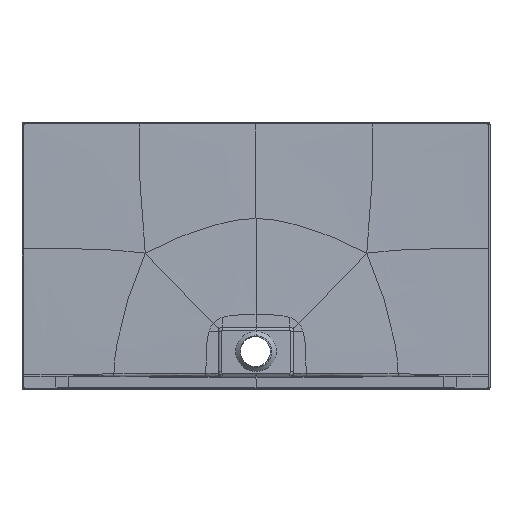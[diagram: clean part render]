
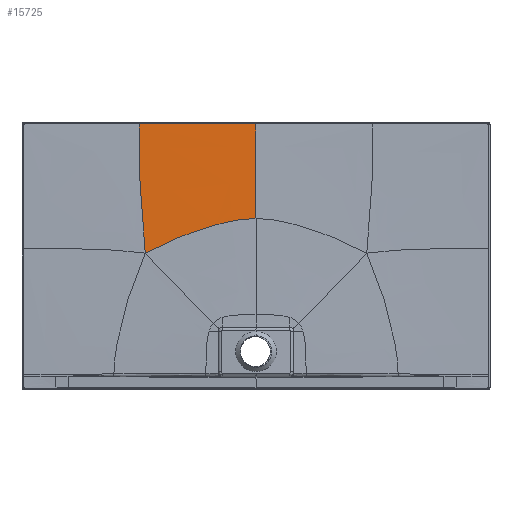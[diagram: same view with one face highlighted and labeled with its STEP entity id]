
A CAD part, front view. The second image highlights one B-rep face of the part: STEP entity #15725.
In plain terms, the highlighted free-form (B-spline) face has degree [3, 3] with [8, 10] control points.
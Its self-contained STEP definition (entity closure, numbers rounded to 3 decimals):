
#3838=CARTESIAN_POINT('',(0.,-9.899,
512.572));
#3839=CARTESIAN_POINT('',(-23.473,-9.899,
512.572));
#3840=CARTESIAN_POINT('',(-72.928,-9.8,
506.643));
#3841=CARTESIAN_POINT('',(-153.296,-9.479,
484.741));
#3842=CARTESIAN_POINT('',(-224.84,-9.163,
459.335));
#3843=CARTESIAN_POINT('',(-284.916,-8.841,
433.131));
#3844=CARTESIAN_POINT('',(-315.794,-8.636,
417.19));
#3845=CARTESIAN_POINT('',(-331.357,-8.519,
408.367));
#3864=CARTESIAN_POINT('',(-331.357,-8.519,
408.367));
#4068=DIRECTION('',(0.,-0.024,-1.));
#4069=VECTOR('',#4068,282.461);
#4070=CARTESIAN_POINT('',(-0.004,-3.122,
794.952));
#4071=LINE('',#4070,#4069);
#4072=CARTESIAN_POINT('',(-349.997,-3.053,
794.979));
#4073=CARTESIAN_POINT('',(-349.96,-3.329,
768.907));
#4074=CARTESIAN_POINT('',(-349.244,-4.,
714.248));
#4075=CARTESIAN_POINT('',(-347.61,-5.049,
639.975));
#4076=CARTESIAN_POINT('',(-345.45,-6.013,573.015));
#4077=CARTESIAN_POINT('',(-342.87,-6.788,
519.709));
#4078=CARTESIAN_POINT('',(-339.289,-7.481,
473.378));
#4079=CARTESIAN_POINT('',(-335.199,-8.065,
436.084));
#4080=CARTESIAN_POINT('',(-332.713,-8.366,
417.556));
#4081=CARTESIAN_POINT('',(-331.357,-8.519,
408.367));
#4083=CARTESIAN_POINT('',(-0.004,-3.122,
794.952));
#4084=CARTESIAN_POINT('',(-32.223,-3.122,
794.952));
#4085=CARTESIAN_POINT('',(-94.229,-3.116,
794.954));
#4086=CARTESIAN_POINT('',(-175.336,-3.098,
794.961));
#4087=CARTESIAN_POINT('',(-258.437,-3.077,
794.969));
#4088=CARTESIAN_POINT('',(-318.847,-3.061,
794.976));
#4089=CARTESIAN_POINT('',(-349.997,-3.053,
794.979));
#4134=CARTESIAN_POINT('',(-349.997,-3.053,
794.979));
#4487=VERTEX_POINT('',#3864);
#4551=VERTEX_POINT('',#4134);
#4629=CARTESIAN_POINT('',(0.,-9.899,
512.572));
#4631=VERTEX_POINT('',#4629);
#4632=CARTESIAN_POINT('',(-0.004,-3.122,
794.952));
#4633=VERTEX_POINT('',#4632);
#15636=CARTESIAN_POINT('',(3.576,-3.034,
798.6));
#15637=CARTESIAN_POINT('',(3.575,-3.598,
775.132));
#15638=CARTESIAN_POINT('',(3.516,-4.736,
727.705));
#15639=CARTESIAN_POINT('',(3.331,-6.161,
668.298));
#15640=CARTESIAN_POINT('',(3.159,-7.311,
620.378));
#15641=CARTESIAN_POINT('',(3.035,-8.174,
584.438));
#15642=CARTESIAN_POINT('',(2.95,-8.893,
554.488));
#15643=CARTESIAN_POINT('',(2.897,-9.488,
529.697));
#15644=CARTESIAN_POINT('',(2.877,-9.795,
516.887));
#15645=CARTESIAN_POINT('',(2.869,-9.959,
510.067));
#15646=CARTESIAN_POINT('',(-26.782,-3.034,
798.601));
#15647=CARTESIAN_POINT('',(-26.774,-3.599,
775.139));
#15648=CARTESIAN_POINT('',(-26.331,-4.738,
727.726));
#15649=CARTESIAN_POINT('',(-24.935,-6.166,
668.356));
#15650=CARTESIAN_POINT('',(-23.634,-7.316,
620.484));
#15651=CARTESIAN_POINT('',(-22.696,-8.179,
584.588));
#15652=CARTESIAN_POINT('',(-22.048,-8.898,
554.681));
#15653=CARTESIAN_POINT('',(-21.646,-9.492,
529.927));
#15654=CARTESIAN_POINT('',(-21.493,-9.799,
517.135));
#15655=CARTESIAN_POINT('',(-21.429,-9.963,
510.324));
#15656=CARTESIAN_POINT('',(-86.307,-3.033,
798.59));
#15657=CARTESIAN_POINT('',(-86.282,-3.578,
774.992));
#15658=CARTESIAN_POINT('',(-84.921,-4.679,
727.235));
#15659=CARTESIAN_POINT('',(-80.824,-6.068,
667.006));
#15660=CARTESIAN_POINT('',(-77.214,-7.201,
618.031));
#15661=CARTESIAN_POINT('',(-74.737,-8.059,
581.106));
#15662=CARTESIAN_POINT('',(-73.147,-8.782,
550.212));
#15663=CARTESIAN_POINT('',(-72.233,-9.385,
524.621));
#15664=CARTESIAN_POINT('',(-71.913,-9.698,
511.405));
#15665=CARTESIAN_POINT('',(-71.784,-9.865,
504.374));
#15666=CARTESIAN_POINT('',(-174.999,-3.029,
798.551));
#15667=CARTESIAN_POINT('',(-174.958,-3.498,
774.512));
#15668=CARTESIAN_POINT('',(-172.723,-4.461,
725.619));
#15669=CARTESIAN_POINT('',(-166.319,-5.725,
662.346));
#15670=CARTESIAN_POINT('',(-160.965,-6.806,
609.266));
#15671=CARTESIAN_POINT('',(-157.431,-7.655,
568.411));
#15672=CARTESIAN_POINT('',(-155.238,-8.396,
533.66));
#15673=CARTESIAN_POINT('',(-153.942,-9.031,
504.725));
#15674=CARTESIAN_POINT('',(-153.439,-9.365,
489.775));
#15675=CARTESIAN_POINT('',(-153.21,-9.544,
481.844));
#15676=CARTESIAN_POINT('',(-247.916,-3.024,
798.498));
#15677=CARTESIAN_POINT('',(-247.877,-3.414,
773.782));
#15678=CARTESIAN_POINT('',(-245.729,-4.248,
723.295));
#15679=CARTESIAN_POINT('',(-239.759,-5.414,
656.369));
#15680=CARTESIAN_POINT('',(-234.689,-6.454,
598.599));
#15681=CARTESIAN_POINT('',(-231.131,-7.293,
553.328));
#15682=CARTESIAN_POINT('',(-228.484,-8.044,
514.321));
#15683=CARTESIAN_POINT('',(-226.36,-8.697,
481.76));
#15684=CARTESIAN_POINT('',(-225.242,-9.044,
464.977));
#15685=CARTESIAN_POINT('',(-224.611,-9.231,
456.087));
#15686=CARTESIAN_POINT('',(-307.203,-3.02,
798.418));
#15687=CARTESIAN_POINT('',(-307.178,-3.347,
772.572));
#15688=CARTESIAN_POINT('',(-305.709,-4.089,
719.637));
#15689=CARTESIAN_POINT('',(-301.811,-5.195,
648.4));
#15690=CARTESIAN_POINT('',(-298.149,-6.199,
585.786));
#15691=CARTESIAN_POINT('',(-295.057,-7.012,
536.194));
#15692=CARTESIAN_POINT('',(-291.901,-7.743,
493.184));
#15693=CARTESIAN_POINT('',(-288.634,-8.38,
457.322));
#15694=CARTESIAN_POINT('',(-286.633,-8.719,
438.87));
#15695=CARTESIAN_POINT('',(-285.481,-8.903,
429.149));
#15696=CARTESIAN_POINT('',(-337.323,-3.018,
798.359));
#15697=CARTESIAN_POINT('',(-337.308,-3.315,
771.647));
#15698=CARTESIAN_POINT('',(-336.354,-4.013,
716.878));
#15699=CARTESIAN_POINT('',(-333.992,-5.092,
642.772));
#15700=CARTESIAN_POINT('',(-331.367,-6.07,
577.195));
#15701=CARTESIAN_POINT('',(-328.631,-6.859,
525.051));
#15702=CARTESIAN_POINT('',(-325.187,-7.566,
479.756));
#15703=CARTESIAN_POINT('',(-321.23,-8.181,
442.001));
#15704=CARTESIAN_POINT('',(-318.762,-8.51,
422.645));
#15705=CARTESIAN_POINT('',(-317.28,-8.687,
412.402));
#15706=CARTESIAN_POINT('',(-352.86,-3.017,
798.322));
#15707=CARTESIAN_POINT('',(-352.851,-3.298,
771.07));
#15708=CARTESIAN_POINT('',(-352.185,-3.975,
715.161));
#15709=CARTESIAN_POINT('',(-350.682,-5.039,
639.351));
#15710=CARTESIAN_POINT('',(-348.627,-6.,
572.081));
#15711=CARTESIAN_POINT('',(-346.082,-6.772,
518.514));
#15712=CARTESIAN_POINT('',(-342.47,-7.462,
471.95));
#15713=CARTESIAN_POINT('',(-338.176,-8.064,
433.178));
#15714=CARTESIAN_POINT('',(-335.435,-8.385,
413.276));
#15715=CARTESIAN_POINT('',(-333.833,-8.56,
402.794));
#15716=B_SPLINE_SURFACE_WITH_KNOTS('',3,3,((#15636,#15637,#15638,#15639,#15640,
#15641,#15642,#15643,#15644,#15645),(#15646,#15647,#15648,#15649,#15650,#15651,
#15652,#15653,#15654,#15655),(#15656,#15657,#15658,#15659,#15660,#15661,#15662,
#15663,#15664,#15665),(#15666,#15667,#15668,#15669,#15670,#15671,#15672,#15673,
#15674,#15675),(#15676,#15677,#15678,#15679,#15680,#15681,#15682,#15683,#15684,
#15685),(#15686,#15687,#15688,#15689,#15690,#15691,#15692,#15693,#15694,#15695),
(#15696,#15697,#15698,#15699,#15700,#15701,#15702,#15703,#15704,#15705),(#15706,
#15707,#15708,#15709,#15710,#15711,#15712,#15713,#15714,#15715)),.UNSPECIFIED.,
.F.,.F.,.F.,(4,1,1,1,1,4),(4,1,1,1,1,1,1,4),(-0.005,0.125,0.25,
0.375,0.438,0.504),(0.003,0.125,0.25,0.313,
0.375,0.438,0.469,0.504),.UNSPECIFIED.);
#15718=ORIENTED_EDGE('',*,*,#15717,.T.);
#15719=ORIENTED_EDGE('',*,*,#14924,.T.);
#15721=ORIENTED_EDGE('',*,*,#15720,.F.);
#15722=ORIENTED_EDGE('',*,*,#13083,.F.);
#15723=EDGE_LOOP('',(#15718,#15719,#15721,#15722));
#15724=FACE_OUTER_BOUND('',#15723,.F.);
#15725=ADVANCED_FACE('',(#15724),#15716,.T.);
#3846=B_SPLINE_CURVE_WITH_KNOTS('',3,(#3838,#3839,#3840,#3841,#3842,#3843,#3844,
#3845),.UNSPECIFIED.,.F.,.F.,(4,1,1,1,1,4),(0.,0.25,0.5,0.75,0.875,
1.),.UNSPECIFIED.);
#4082=B_SPLINE_CURVE_WITH_KNOTS('',3,(#4072,#4073,#4074,#4075,#4076,#4077,#4078,
#4079,#4080,#4081),.UNSPECIFIED.,.F.,.F.,(4,1,1,1,1,1,1,4),(0.,
0.238,0.492,0.619,0.746,
0.873,0.937,1.),.UNSPECIFIED.);
#4090=B_SPLINE_CURVE_WITH_KNOTS('',3,(#4083,#4084,#4085,#4086,#4087,#4088,
#4089),.UNSPECIFIED.,.F.,.F.,(4,1,1,1,4),(0.,0.25,0.5,0.75,1.),
.UNSPECIFIED.);
#13083=EDGE_CURVE('',#4633,#4551,#4090,.T.);
#14924=EDGE_CURVE('',#4631,#4487,#3846,.T.);
#15717=EDGE_CURVE('',#4633,#4631,#4071,.T.);
#15720=EDGE_CURVE('',#4551,#4487,#4082,.T.);
